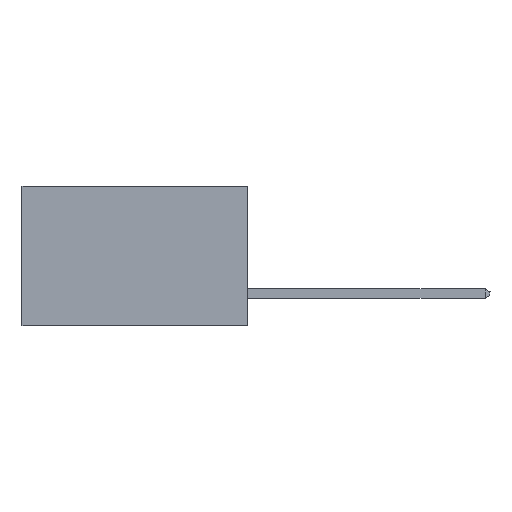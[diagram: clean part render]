
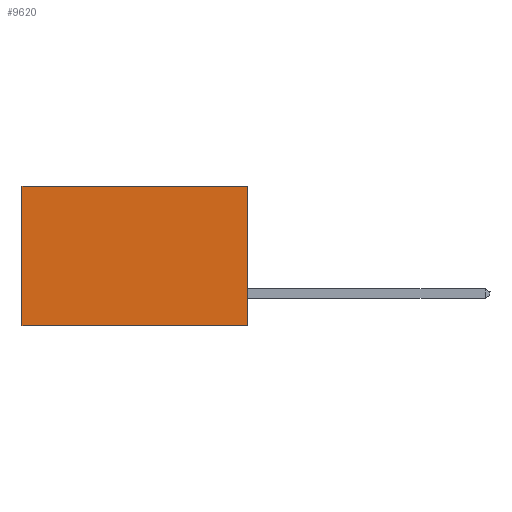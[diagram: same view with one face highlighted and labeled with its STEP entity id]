
A CAD part, left-side view. The second image highlights one B-rep face of the part: STEP entity #9620.
In plain terms, the highlighted planar face has unit normal (-1, 0, 0).
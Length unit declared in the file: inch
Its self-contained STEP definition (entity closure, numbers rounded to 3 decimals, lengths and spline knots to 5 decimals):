
#229 = LINE ( 'NONE', #11240, #7391 ) ;
#267 = CARTESIAN_POINT ( 'NONE',  ( 0.2615, 0., -0.37 ) ) ;
#322 = CARTESIAN_POINT ( 'NONE',  ( 0.2615, 0.6, 0. ) ) ;
#924 = EDGE_CURVE ( 'NONE', #10761, #6616, #7917, .T. ) ;
#1146 = DIRECTION ( 'NONE',  ( 0., 0., -1. ) ) ;
#1332 = CARTESIAN_POINT ( 'NONE',  ( 0.2615, 0., -0.37 ) ) ;
#2593 = FACE_OUTER_BOUND ( 'NONE', #8024, .T. ) ;
#3685 = CARTESIAN_POINT ( 'NONE',  ( 0.2615, 0., 0. ) ) ;
#3723 = LINE ( 'NONE', #15170, #8647 ) ;
#4677 = CARTESIAN_POINT ( 'NONE',  ( 0.2615, 0., -0.37 ) ) ;
#4923 = PLANE ( 'NONE',  #11210 ) ;
#5221 = ORIENTED_EDGE ( 'NONE', *, *, #12868, .T. ) ;
#5914 = DIRECTION ( 'NONE',  ( 1., 0., 0. ) ) ;
#5915 = CARTESIAN_POINT ( 'NONE',  ( 0.2615, 0.6, -0.37 ) ) ;
#6616 = VERTEX_POINT ( 'NONE', #5915 ) ;
#7391 = VECTOR ( 'NONE', #14538, 39.37008 ) ;
#7656 = ORIENTED_EDGE ( 'NONE', *, *, #924, .F. ) ;
#7917 = LINE ( 'NONE', #267, #9449 ) ;
#7926 = VERTEX_POINT ( 'NONE', #3685 ) ;
#8024 = EDGE_LOOP ( 'NONE', ( #11682, #7656, #11417, #5221 ) ) ;
#8647 = VECTOR ( 'NONE', #13922, 39.37008 ) ;
#9449 = VECTOR ( 'NONE', #9613, 39.37008 ) ;
#9613 = DIRECTION ( 'NONE',  ( 0., 1., 0. ) ) ;
#9620 = ADVANCED_FACE ( 'NONE', ( #2593 ), #4923, .F. ) ;
#10523 = VECTOR ( 'NONE', #11340, 39.37008 ) ;
#10761 = VERTEX_POINT ( 'NONE', #15088 ) ;
#10797 = EDGE_CURVE ( 'NONE', #15221, #6616, #3723, .T. ) ;
#11210 = AXIS2_PLACEMENT_3D ( 'NONE', #4677, #5914, #1146 ) ;
#11240 = CARTESIAN_POINT ( 'NONE',  ( 0.2615, 0., 0. ) ) ;
#11340 = DIRECTION ( 'NONE',  ( 0., 0., -1. ) ) ;
#11417 = ORIENTED_EDGE ( 'NONE', *, *, #12489, .F. ) ;
#11682 = ORIENTED_EDGE ( 'NONE', *, *, #10797, .T. ) ;
#12489 = EDGE_CURVE ( 'NONE', #7926, #10761, #12589, .T. ) ;
#12589 = LINE ( 'NONE', #1332, #10523 ) ;
#12868 = EDGE_CURVE ( 'NONE', #7926, #15221, #229, .T. ) ;
#13922 = DIRECTION ( 'NONE',  ( 0., 0., -1. ) ) ;
#14538 = DIRECTION ( 'NONE',  ( 0., 1., 0. ) ) ;
#15088 = CARTESIAN_POINT ( 'NONE',  ( 0.2615, 0., -0.37 ) ) ;
#15170 = CARTESIAN_POINT ( 'NONE',  ( 0.2615, 0.6, -0.37 ) ) ;
#15221 = VERTEX_POINT ( 'NONE', #322 ) ;
